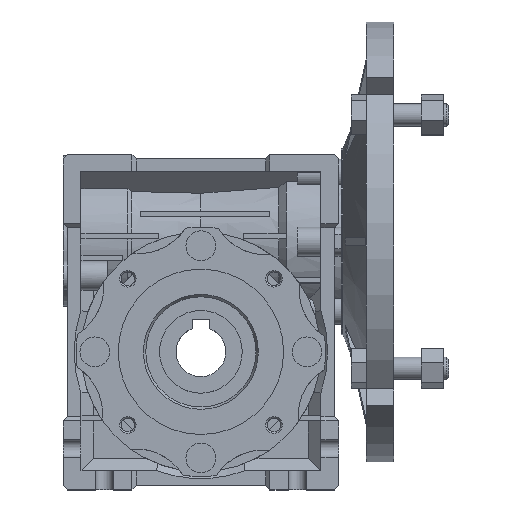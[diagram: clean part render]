
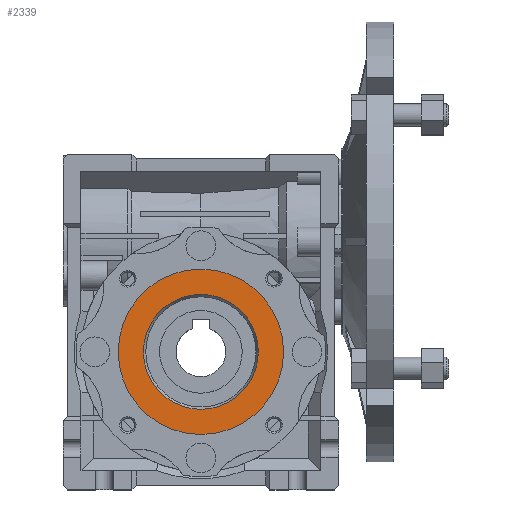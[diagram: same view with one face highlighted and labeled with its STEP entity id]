
A CAD part, top view. The second image highlights one B-rep face of the part: STEP entity #2339.
In plain terms, the highlighted face is planar.
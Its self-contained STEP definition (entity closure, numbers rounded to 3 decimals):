
#2339 = ADVANCED_FACE( '', ( #4947, #4948 ), #4949, .F. );
#4947 = FACE_OUTER_BOUND( '', #7874, .T. );
#4948 = FACE_BOUND( '', #7875, .T. );
#4949 = PLANE( '', #7876 );
#7874 = EDGE_LOOP( '', ( #14749 ) );
#7875 = EDGE_LOOP( '', ( #14750 ) );
#7876 = AXIS2_PLACEMENT_3D( '', #14751, #14752, #14753 );
#14749 = ORIENTED_EDGE( '', *, *, #19269, .F. );
#14750 = ORIENTED_EDGE( '', *, *, #19695, .F. );
#14751 = CARTESIAN_POINT( '', ( -39., 0., 0. ) );
#14752 = DIRECTION( '', ( 1., 0., 0. ) );
#14753 = DIRECTION( '', ( 0., 0., -1. ) );
#19269 = EDGE_CURVE( '', #23907, #23907, #23908, .T. );
#19695 = EDGE_CURVE( '', #24450, #24450, #24451, .F. );
#23907 = VERTEX_POINT( '', #30649 );
#23908 = CIRCLE( '', #30650, 30. );
#24450 = VERTEX_POINT( '', #31454 );
#24451 = CIRCLE( '', #31455, 20.866 );
#30649 = CARTESIAN_POINT( '', ( -39., 0., -30. ) );
#30650 = AXIS2_PLACEMENT_3D( '', #34738, #34739, #34740 );
#31454 = CARTESIAN_POINT( '', ( -39., 0., -20.866 ) );
#31455 = AXIS2_PLACEMENT_3D( '', #35171, #35172, #35173 );
#34738 = CARTESIAN_POINT( '', ( -39., 0., 0. ) );
#34739 = DIRECTION( '', ( 1., 0., 0. ) );
#34740 = DIRECTION( '', ( 0., 0., -1. ) );
#35171 = CARTESIAN_POINT( '', ( -39., 0., 0. ) );
#35172 = DIRECTION( '', ( 1., 0., 0. ) );
#35173 = DIRECTION( '', ( 0., 0., -1. ) );
